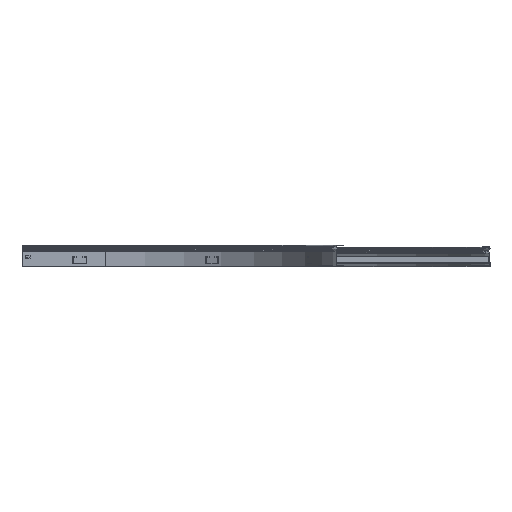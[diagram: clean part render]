
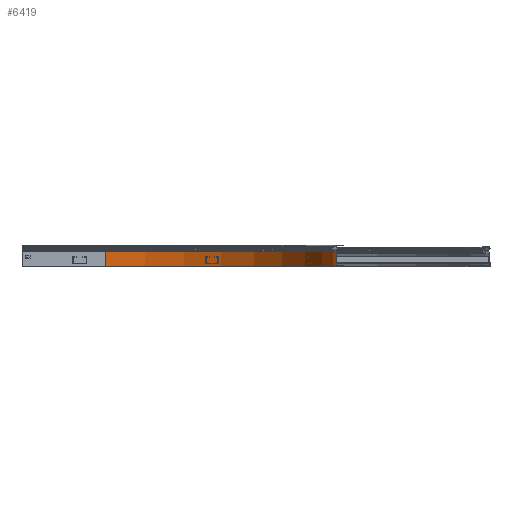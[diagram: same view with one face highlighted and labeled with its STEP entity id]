
A CAD part, top view. The second image highlights one B-rep face of the part: STEP entity #6419.
In plain terms, the highlighted cylindrical face has radius 600 mm (diameter 1200 mm), a partial arc.
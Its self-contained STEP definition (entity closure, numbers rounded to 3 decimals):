
#224 = LINE ( 'NONE', #2387, #1439 ) ;
#400 = DIRECTION ( 'NONE',  ( 0., 1., 0. ) ) ;
#911 = VERTEX_POINT ( 'NONE', #4831 ) ;
#933 = ORIENTED_EDGE ( 'NONE', *, *, #2763, .T. ) ;
#1095 = ORIENTED_EDGE ( 'NONE', *, *, #1950, .T. ) ;
#1395 = CARTESIAN_POINT ( 'NONE',  ( 600., 39.499, 0. ) ) ;
#1439 = VECTOR ( 'NONE', #400, 1000. ) ;
#1906 = DIRECTION ( 'NONE',  ( 0., 1., 0. ) ) ;
#1950 = EDGE_CURVE ( 'NONE', #3981, #6724, #5565, .T. ) ;
#1994 = DIRECTION ( 'NONE',  ( 0., 1., 0. ) ) ;
#2387 = CARTESIAN_POINT ( 'NONE',  ( 0., 2.2, -600. ) ) ;
#2458 = CARTESIAN_POINT ( 'NONE',  ( 0., 39.499, -600. ) ) ;
#2644 = CARTESIAN_POINT ( 'NONE',  ( 600., 2.2, 0. ) ) ;
#2763 = EDGE_CURVE ( 'NONE', #911, #3981, #5149, .T. ) ;
#3088 = DIRECTION ( 'NONE',  ( 0., 0., 1. ) ) ;
#3981 = VERTEX_POINT ( 'NONE', #4649 ) ;
#3982 = EDGE_CURVE ( 'NONE', #6724, #4857, #6520, .T. ) ;
#4035 = CARTESIAN_POINT ( 'NONE',  ( 0., 39.499, 0. ) ) ;
#4649 = CARTESIAN_POINT ( 'NONE',  ( 600., 0., 0. ) ) ;
#4831 = CARTESIAN_POINT ( 'NONE',  ( 0., 0., -600. ) ) ;
#4857 = VERTEX_POINT ( 'NONE', #2458 ) ;
#4921 = ORIENTED_EDGE ( 'NONE', *, *, #3982, .T. ) ;
#5128 = AXIS2_PLACEMENT_3D ( 'NONE', #8222, #1906, #3088 ) ;
#5137 = ORIENTED_EDGE ( 'NONE', *, *, #5843, .F. ) ;
#5149 = CIRCLE ( 'NONE', #7237, 600. ) ;
#5371 = DIRECTION ( 'NONE',  ( 1., 0., 0. ) ) ;
#5426 = CARTESIAN_POINT ( 'NONE',  ( 0., 0., 0. ) ) ;
#5565 = LINE ( 'NONE', #2644, #7469 ) ;
#5843 = EDGE_CURVE ( 'NONE', #911, #4857, #224, .T. ) ;
#5960 = DIRECTION ( 'NONE',  ( 1., 0., 0. ) ) ;
#6084 = AXIS2_PLACEMENT_3D ( 'NONE', #4035, #7246, #5960 ) ;
#6127 = FACE_OUTER_BOUND ( 'NONE', #8212, .T. ) ;
#6419 = ADVANCED_FACE ( 'NONE', ( #6127 ), #7327, .F. ) ;
#6520 = CIRCLE ( 'NONE', #6084, 600. ) ;
#6717 = DIRECTION ( 'NONE',  ( 0., -1., 0. ) ) ;
#6724 = VERTEX_POINT ( 'NONE', #1395 ) ;
#7237 = AXIS2_PLACEMENT_3D ( 'NONE', #5426, #6717, #5371 ) ;
#7246 = DIRECTION ( 'NONE',  ( 0., 1., 0. ) ) ;
#7327 = CYLINDRICAL_SURFACE ( 'NONE', #5128, 600. ) ;
#7469 = VECTOR ( 'NONE', #1994, 1000. ) ;
#8212 = EDGE_LOOP ( 'NONE', ( #4921, #5137, #933, #1095 ) ) ;
#8222 = CARTESIAN_POINT ( 'NONE',  ( 0., 0., 0. ) ) ;
